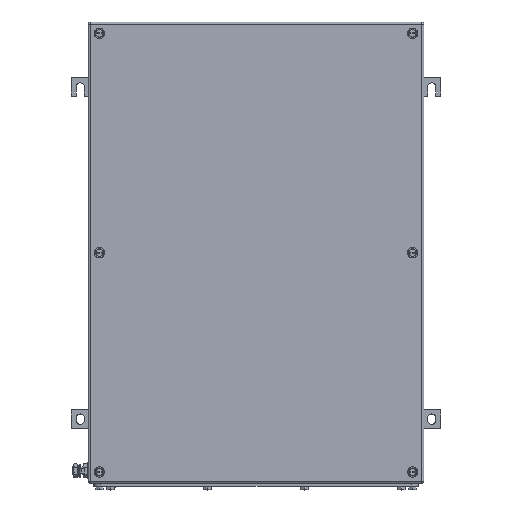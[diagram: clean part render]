
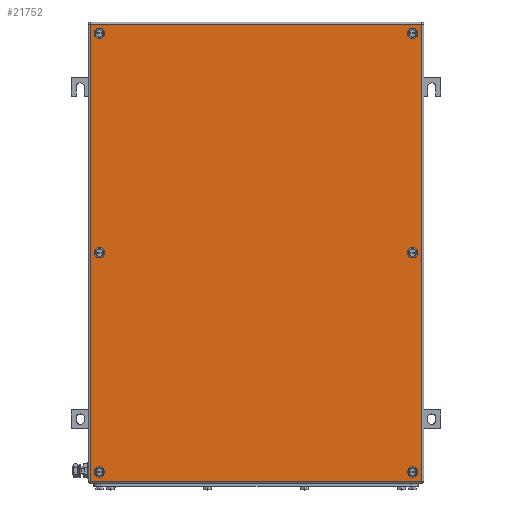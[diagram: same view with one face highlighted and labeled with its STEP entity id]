
A CAD part, top view. The second image highlights one B-rep face of the part: STEP entity #21752.
In plain terms, the highlighted planar face has unit normal (0, 0, 1).
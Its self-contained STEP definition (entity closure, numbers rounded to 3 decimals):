
#21590=AXIS2_PLACEMENT_3D('Circle Axis2P3D',#21588,#21589,$) ;
#21617=AXIS2_PLACEMENT_3D('Plane Axis2P3D',#21614,#21615,#21616) ;
#21655=AXIS2_PLACEMENT_3D('Circle Axis2P3D',#21653,#21654,$) ;
#21664=AXIS2_PLACEMENT_3D('Circle Axis2P3D',#21662,#21663,$) ;
#21673=AXIS2_PLACEMENT_3D('Circle Axis2P3D',#21671,#21672,$) ;
#21682=AXIS2_PLACEMENT_3D('Circle Axis2P3D',#21680,#21681,$) ;
#21691=AXIS2_PLACEMENT_3D('Circle Axis2P3D',#21689,#21690,$) ;
#21700=AXIS2_PLACEMENT_3D('Circle Axis2P3D',#21698,#21699,$) ;
#21709=AXIS2_PLACEMENT_3D('Circle Axis2P3D',#21707,#21708,$) ;
#21718=AXIS2_PLACEMENT_3D('Circle Axis2P3D',#21716,#21717,$) ;
#21727=AXIS2_PLACEMENT_3D('Circle Axis2P3D',#21725,#21726,$) ;
#21736=AXIS2_PLACEMENT_3D('Circle Axis2P3D',#21734,#21735,$) ;
#21745=AXIS2_PLACEMENT_3D('Circle Axis2P3D',#21743,#21744,$) ;
#21585=CARTESIAN_POINT('Vertex',(41.5,321.,203.5)) ;
#21588=CARTESIAN_POINT('Axis2P3D Location',(38.,321.,203.5)) ;
#21592=CARTESIAN_POINT('Vertex',(34.5,321.,203.5)) ;
#21614=CARTESIAN_POINT('Axis2P3D Location',(250.5,321.,203.5)) ;
#21619=CARTESIAN_POINT('Line Origine',(250.5,630.5,203.5)) ;
#21623=CARTESIAN_POINT('Vertex',(475.,630.5,203.5)) ;
#21625=CARTESIAN_POINT('Vertex',(26.,630.5,203.5)) ;
#21628=CARTESIAN_POINT('Line Origine',(26.,321.,203.5)) ;
#21632=CARTESIAN_POINT('Vertex',(26.,11.5,203.5)) ;
#21635=CARTESIAN_POINT('Line Origine',(250.5,11.5,203.5)) ;
#21639=CARTESIAN_POINT('Vertex',(475.,11.5,203.5)) ;
#21642=CARTESIAN_POINT('Line Origine',(475.,321.,203.5)) ;
#21653=CARTESIAN_POINT('Axis2P3D Location',(38.,321.,203.5)) ;
#21662=CARTESIAN_POINT('Axis2P3D Location',(463.,321.,203.5)) ;
#21666=CARTESIAN_POINT('Vertex',(466.5,321.,203.5)) ;
#21668=CARTESIAN_POINT('Vertex',(459.5,321.,203.5)) ;
#21671=CARTESIAN_POINT('Axis2P3D Location',(463.,321.,203.5)) ;
#21680=CARTESIAN_POINT('Axis2P3D Location',(38.,618.5,203.5)) ;
#21684=CARTESIAN_POINT('Vertex',(34.5,618.5,203.5)) ;
#21686=CARTESIAN_POINT('Vertex',(41.5,618.5,203.5)) ;
#21689=CARTESIAN_POINT('Axis2P3D Location',(38.,618.5,203.5)) ;
#21698=CARTESIAN_POINT('Axis2P3D Location',(38.,23.5,203.5)) ;
#21702=CARTESIAN_POINT('Vertex',(34.5,23.5,203.5)) ;
#21704=CARTESIAN_POINT('Vertex',(41.5,23.5,203.5)) ;
#21707=CARTESIAN_POINT('Axis2P3D Location',(38.,23.5,203.5)) ;
#21716=CARTESIAN_POINT('Axis2P3D Location',(463.,23.5,203.5)) ;
#21720=CARTESIAN_POINT('Vertex',(466.5,23.5,203.5)) ;
#21722=CARTESIAN_POINT('Vertex',(459.5,23.5,203.5)) ;
#21725=CARTESIAN_POINT('Axis2P3D Location',(463.,23.5,203.5)) ;
#21734=CARTESIAN_POINT('Axis2P3D Location',(463.,618.5,203.5)) ;
#21738=CARTESIAN_POINT('Vertex',(466.5,618.5,203.5)) ;
#21740=CARTESIAN_POINT('Vertex',(459.5,618.5,203.5)) ;
#21743=CARTESIAN_POINT('Axis2P3D Location',(463.,618.5,203.5)) ;
#21589=DIRECTION('Axis2P3D Direction',(0.,0.,1.)) ;
#21615=DIRECTION('Axis2P3D Direction',(0.,0.,1.)) ;
#21616=DIRECTION('Axis2P3D XDirection',(1.,0.,0.)) ;
#21620=DIRECTION('Vector Direction',(1.,0.,0.)) ;
#21629=DIRECTION('Vector Direction',(0.,-1.,0.)) ;
#21636=DIRECTION('Vector Direction',(1.,0.,0.)) ;
#21643=DIRECTION('Vector Direction',(0.,1.,0.)) ;
#21654=DIRECTION('Axis2P3D Direction',(0.,0.,1.)) ;
#21663=DIRECTION('Axis2P3D Direction',(0.,0.,1.)) ;
#21672=DIRECTION('Axis2P3D Direction',(0.,0.,1.)) ;
#21681=DIRECTION('Axis2P3D Direction',(0.,0.,1.)) ;
#21690=DIRECTION('Axis2P3D Direction',(0.,0.,1.)) ;
#21699=DIRECTION('Axis2P3D Direction',(0.,0.,1.)) ;
#21708=DIRECTION('Axis2P3D Direction',(0.,0.,1.)) ;
#21717=DIRECTION('Axis2P3D Direction',(0.,0.,1.)) ;
#21726=DIRECTION('Axis2P3D Direction',(0.,0.,1.)) ;
#21735=DIRECTION('Axis2P3D Direction',(0.,0.,1.)) ;
#21744=DIRECTION('Axis2P3D Direction',(0.,0.,1.)) ;
#21621=VECTOR('Line Direction',#21620,1.) ;
#21630=VECTOR('Line Direction',#21629,1.) ;
#21637=VECTOR('Line Direction',#21636,1.) ;
#21644=VECTOR('Line Direction',#21643,1.) ;
#21648=ORIENTED_EDGE('',*,*,#21627,.T.) ;
#21649=ORIENTED_EDGE('',*,*,#21634,.T.) ;
#21650=ORIENTED_EDGE('',*,*,#21641,.T.) ;
#21651=ORIENTED_EDGE('',*,*,#21646,.T.) ;
#21659=ORIENTED_EDGE('',*,*,#21657,.F.) ;
#21660=ORIENTED_EDGE('',*,*,#21594,.F.) ;
#21677=ORIENTED_EDGE('',*,*,#21670,.F.) ;
#21678=ORIENTED_EDGE('',*,*,#21675,.F.) ;
#21695=ORIENTED_EDGE('',*,*,#21688,.F.) ;
#21696=ORIENTED_EDGE('',*,*,#21693,.F.) ;
#21713=ORIENTED_EDGE('',*,*,#21706,.F.) ;
#21714=ORIENTED_EDGE('',*,*,#21711,.F.) ;
#21731=ORIENTED_EDGE('',*,*,#21724,.F.) ;
#21732=ORIENTED_EDGE('',*,*,#21729,.F.) ;
#21749=ORIENTED_EDGE('',*,*,#21742,.F.) ;
#21750=ORIENTED_EDGE('',*,*,#21747,.F.) ;
#21661=FACE_BOUND('',#21658,.T.) ;
#21679=FACE_BOUND('',#21676,.T.) ;
#21697=FACE_BOUND('',#21694,.T.) ;
#21715=FACE_BOUND('',#21712,.T.) ;
#21733=FACE_BOUND('',#21730,.T.) ;
#21751=FACE_BOUND('',#21748,.T.) ;
#21752=ADVANCED_FACE('ZUB_KTB_FS_624520_1GP_AllCATPart.2\\ZUB_DE_KTB_FS.1\\DE_KTB_MH_PART_MASTER.1\\Koerper.2',(#21652,#21661,#21679,#21697,#21715,#21733,#21751),#21618,.T.) ;
#21591=CIRCLE('generated circle',#21590,3.5) ;
#21656=CIRCLE('generated circle',#21655,3.5) ;
#21665=CIRCLE('generated circle',#21664,3.5) ;
#21674=CIRCLE('generated circle',#21673,3.5) ;
#21683=CIRCLE('generated circle',#21682,3.5) ;
#21692=CIRCLE('generated circle',#21691,3.5) ;
#21701=CIRCLE('generated circle',#21700,3.5) ;
#21710=CIRCLE('generated circle',#21709,3.5) ;
#21719=CIRCLE('generated circle',#21718,3.5) ;
#21728=CIRCLE('generated circle',#21727,3.5) ;
#21737=CIRCLE('generated circle',#21736,3.5) ;
#21746=CIRCLE('generated circle',#21745,3.5) ;
#21594=EDGE_CURVE('',#21586,#21593,#21591,.T.) ;
#21627=EDGE_CURVE('',#21624,#21626,#21622,.F.) ;
#21634=EDGE_CURVE('',#21626,#21633,#21631,.T.) ;
#21641=EDGE_CURVE('',#21633,#21640,#21638,.T.) ;
#21646=EDGE_CURVE('',#21640,#21624,#21645,.T.) ;
#21657=EDGE_CURVE('',#21593,#21586,#21656,.T.) ;
#21670=EDGE_CURVE('',#21667,#21669,#21665,.T.) ;
#21675=EDGE_CURVE('',#21669,#21667,#21674,.T.) ;
#21688=EDGE_CURVE('',#21685,#21687,#21683,.T.) ;
#21693=EDGE_CURVE('',#21687,#21685,#21692,.T.) ;
#21706=EDGE_CURVE('',#21703,#21705,#21701,.T.) ;
#21711=EDGE_CURVE('',#21705,#21703,#21710,.T.) ;
#21724=EDGE_CURVE('',#21721,#21723,#21719,.T.) ;
#21729=EDGE_CURVE('',#21723,#21721,#21728,.T.) ;
#21742=EDGE_CURVE('',#21739,#21741,#21737,.T.) ;
#21747=EDGE_CURVE('',#21741,#21739,#21746,.T.) ;
#21647=EDGE_LOOP('',(#21648,#21649,#21650,#21651)) ;
#21658=EDGE_LOOP('',(#21659,#21660)) ;
#21676=EDGE_LOOP('',(#21677,#21678)) ;
#21694=EDGE_LOOP('',(#21695,#21696)) ;
#21712=EDGE_LOOP('',(#21713,#21714)) ;
#21730=EDGE_LOOP('',(#21731,#21732)) ;
#21748=EDGE_LOOP('',(#21749,#21750)) ;
#21652=FACE_OUTER_BOUND('',#21647,.T.) ;
#21622=LINE('Line',#21619,#21621) ;
#21631=LINE('Line',#21628,#21630) ;
#21638=LINE('Line',#21635,#21637) ;
#21645=LINE('Line',#21642,#21644) ;
#21618=PLANE('',#21617) ;
#21586=VERTEX_POINT('',#21585) ;
#21593=VERTEX_POINT('',#21592) ;
#21624=VERTEX_POINT('',#21623) ;
#21626=VERTEX_POINT('',#21625) ;
#21633=VERTEX_POINT('',#21632) ;
#21640=VERTEX_POINT('',#21639) ;
#21667=VERTEX_POINT('',#21666) ;
#21669=VERTEX_POINT('',#21668) ;
#21685=VERTEX_POINT('',#21684) ;
#21687=VERTEX_POINT('',#21686) ;
#21703=VERTEX_POINT('',#21702) ;
#21705=VERTEX_POINT('',#21704) ;
#21721=VERTEX_POINT('',#21720) ;
#21723=VERTEX_POINT('',#21722) ;
#21739=VERTEX_POINT('',#21738) ;
#21741=VERTEX_POINT('',#21740) ;
